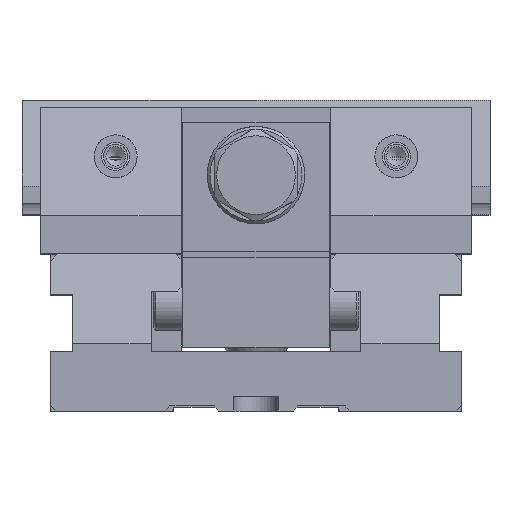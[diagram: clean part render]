
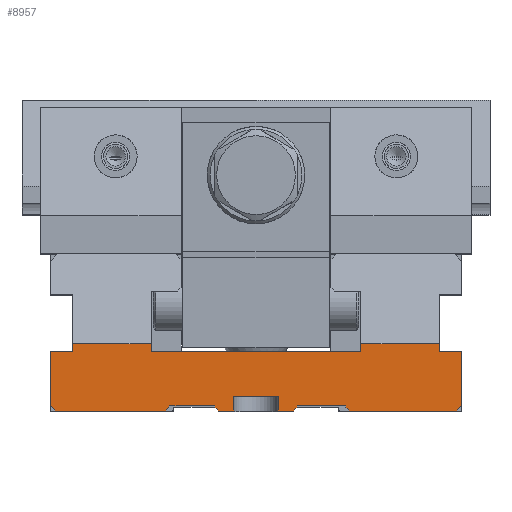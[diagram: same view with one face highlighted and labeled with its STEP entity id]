
A CAD part, front view. The second image highlights one B-rep face of the part: STEP entity #8957.
In plain terms, the highlighted planar face has unit normal (0, -1, 0).
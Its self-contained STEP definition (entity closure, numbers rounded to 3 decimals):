
#1009=PLANE('',#11049);
#1425=FACE_OUTER_BOUND('',#1920,.T.);
#1920=EDGE_LOOP('',(#2990,#2991,#2992,#2993,#2994,#2995,#2996,#2997,#2998,
#2999,#3000,#3001,#3002,#3003,#3004,#3005,#3006,#3007,#3008,#3009,#3010,
#3011,#3012,#3013,#3014,#3015,#3016,#3017,#3018,#3019));
#2990=ORIENTED_EDGE('',*,*,#5669,.T.);
#2991=ORIENTED_EDGE('',*,*,#5724,.T.);
#2992=ORIENTED_EDGE('',*,*,#5641,.F.);
#2993=ORIENTED_EDGE('',*,*,#5725,.F.);
#2994=ORIENTED_EDGE('',*,*,#5726,.F.);
#2995=ORIENTED_EDGE('',*,*,#5662,.T.);
#2996=ORIENTED_EDGE('',*,*,#5727,.F.);
#2997=ORIENTED_EDGE('',*,*,#5728,.F.);
#2998=ORIENTED_EDGE('',*,*,#5729,.F.);
#2999=ORIENTED_EDGE('',*,*,#5730,.T.);
#3000=ORIENTED_EDGE('',*,*,#5731,.F.);
#3001=ORIENTED_EDGE('',*,*,#5732,.F.);
#3002=ORIENTED_EDGE('',*,*,#5627,.T.);
#3003=ORIENTED_EDGE('',*,*,#5733,.T.);
#3004=ORIENTED_EDGE('',*,*,#5633,.T.);
#3005=ORIENTED_EDGE('',*,*,#5734,.F.);
#3006=ORIENTED_EDGE('',*,*,#5735,.T.);
#3007=ORIENTED_EDGE('',*,*,#5736,.F.);
#3008=ORIENTED_EDGE('',*,*,#5737,.F.);
#3009=ORIENTED_EDGE('',*,*,#5738,.T.);
#3010=ORIENTED_EDGE('',*,*,#5614,.T.);
#3011=ORIENTED_EDGE('',*,*,#5739,.F.);
#3012=ORIENTED_EDGE('',*,*,#5740,.F.);
#3013=ORIENTED_EDGE('',*,*,#5741,.F.);
#3014=ORIENTED_EDGE('',*,*,#5610,.T.);
#3015=ORIENTED_EDGE('',*,*,#5742,.T.);
#3016=ORIENTED_EDGE('',*,*,#5743,.F.);
#3017=ORIENTED_EDGE('',*,*,#5744,.F.);
#3018=ORIENTED_EDGE('',*,*,#5745,.F.);
#3019=ORIENTED_EDGE('',*,*,#5746,.T.);
#5610=EDGE_CURVE('',#9964,#9963,#6959,.T.);
#5614=EDGE_CURVE('',#9968,#9967,#6962,.T.);
#5627=EDGE_CURVE('',#9981,#9980,#6975,.T.);
#5633=EDGE_CURVE('',#9987,#9986,#6981,.T.);
#5641=EDGE_CURVE('',#9994,#9995,#6987,.T.);
#5662=EDGE_CURVE('',#10015,#10014,#7008,.T.);
#5669=EDGE_CURVE('',#10022,#10021,#7015,.T.);
#5724=EDGE_CURVE('',#10021,#9995,#7068,.T.);
#5725=EDGE_CURVE('',#10065,#9994,#7069,.T.);
#5726=EDGE_CURVE('',#10015,#10065,#7070,.T.);
#5727=EDGE_CURVE('',#10066,#10014,#7071,.T.);
#5728=EDGE_CURVE('',#10067,#10066,#7072,.T.);
#5729=EDGE_CURVE('',#10068,#10067,#7073,.T.);
#5730=EDGE_CURVE('',#10068,#10069,#7074,.T.);
#5731=EDGE_CURVE('',#10070,#10069,#7075,.T.);
#5732=EDGE_CURVE('',#9981,#10070,#7076,.T.);
#5733=EDGE_CURVE('',#9980,#9987,#7077,.T.);
#5734=EDGE_CURVE('',#10071,#9986,#7078,.T.);
#5735=EDGE_CURVE('',#10071,#10072,#7079,.T.);
#5736=EDGE_CURVE('',#10073,#10072,#7080,.T.);
#5737=EDGE_CURVE('',#10074,#10073,#7081,.T.);
#5738=EDGE_CURVE('',#10074,#9968,#7082,.T.);
#5739=EDGE_CURVE('',#10075,#9967,#7083,.T.);
#5740=EDGE_CURVE('',#10076,#10075,#7084,.T.);
#5741=EDGE_CURVE('',#9964,#10076,#7085,.T.);
#5742=EDGE_CURVE('',#9963,#10077,#7086,.T.);
#5743=EDGE_CURVE('',#10078,#10077,#7087,.T.);
#5744=EDGE_CURVE('',#10079,#10078,#7088,.T.);
#5745=EDGE_CURVE('',#10080,#10079,#7089,.T.);
#5746=EDGE_CURVE('',#10080,#10022,#7090,.T.);
#6959=LINE('',#15606,#7927);
#6962=LINE('',#15614,#7930);
#6975=LINE('',#15641,#7943);
#6981=LINE('',#15654,#7949);
#6987=LINE('',#15670,#7955);
#7008=LINE('',#15714,#7976);
#7015=LINE('',#15729,#7983);
#7068=LINE('',#15832,#8036);
#7069=LINE('',#15833,#8037);
#7070=LINE('',#15835,#8038);
#7071=LINE('',#15836,#8039);
#7072=LINE('',#15838,#8040);
#7073=LINE('',#15840,#8041);
#7074=LINE('',#15842,#8042);
#7075=LINE('',#15844,#8043);
#7076=LINE('',#15846,#8044);
#7077=LINE('',#15847,#8045);
#7078=LINE('',#15848,#8046);
#7079=LINE('',#15850,#8047);
#7080=LINE('',#15852,#8048);
#7081=LINE('',#15854,#8049);
#7082=LINE('',#15856,#8050);
#7083=LINE('',#15857,#8051);
#7084=LINE('',#15859,#8052);
#7085=LINE('',#15861,#8053);
#7086=LINE('',#15862,#8054);
#7087=LINE('',#15864,#8055);
#7088=LINE('',#15866,#8056);
#7089=LINE('',#15868,#8057);
#7090=LINE('',#15870,#8058);
#7927=VECTOR('',#12277,1.);
#7930=VECTOR('',#12282,1.);
#7943=VECTOR('',#12297,1.);
#7949=VECTOR('',#12305,1.);
#7955=VECTOR('',#12317,1.);
#7976=VECTOR('',#12342,1.);
#7983=VECTOR('',#12351,1.);
#8036=VECTOR('',#12418,1.);
#8037=VECTOR('',#12419,1.);
#8038=VECTOR('',#12420,1.);
#8039=VECTOR('',#12421,1.);
#8040=VECTOR('',#12422,1.);
#8041=VECTOR('',#12423,1.);
#8042=VECTOR('',#12424,1.);
#8043=VECTOR('',#12425,1.);
#8044=VECTOR('',#12426,1.);
#8045=VECTOR('',#12427,1.);
#8046=VECTOR('',#12428,1.);
#8047=VECTOR('',#12429,1.);
#8048=VECTOR('',#12430,1.);
#8049=VECTOR('',#12431,1.);
#8050=VECTOR('',#12432,1.);
#8051=VECTOR('',#12433,1.);
#8052=VECTOR('',#12434,1.);
#8053=VECTOR('',#12435,1.);
#8054=VECTOR('',#12436,1.);
#8055=VECTOR('',#12437,1.);
#8056=VECTOR('',#12438,1.);
#8057=VECTOR('',#12439,1.);
#8058=VECTOR('',#12440,1.);
#8957=ADVANCED_FACE('',(#1425),#1009,.T.);
#9963=VERTEX_POINT('',#15605);
#9964=VERTEX_POINT('',#15607);
#9967=VERTEX_POINT('',#15613);
#9968=VERTEX_POINT('',#15615);
#9980=VERTEX_POINT('',#15640);
#9981=VERTEX_POINT('',#15642);
#9986=VERTEX_POINT('',#15653);
#9987=VERTEX_POINT('',#15655);
#9994=VERTEX_POINT('',#15671);
#9995=VERTEX_POINT('',#15672);
#10014=VERTEX_POINT('',#15713);
#10015=VERTEX_POINT('',#15715);
#10021=VERTEX_POINT('',#15728);
#10022=VERTEX_POINT('',#15730);
#10065=VERTEX_POINT('',#15834);
#10066=VERTEX_POINT('',#15837);
#10067=VERTEX_POINT('',#15839);
#10068=VERTEX_POINT('',#15841);
#10069=VERTEX_POINT('',#15843);
#10070=VERTEX_POINT('',#15845);
#10071=VERTEX_POINT('',#15849);
#10072=VERTEX_POINT('',#15851);
#10073=VERTEX_POINT('',#15853);
#10074=VERTEX_POINT('',#15855);
#10075=VERTEX_POINT('',#15858);
#10076=VERTEX_POINT('',#15860);
#10077=VERTEX_POINT('',#15863);
#10078=VERTEX_POINT('',#15865);
#10079=VERTEX_POINT('',#15867);
#10080=VERTEX_POINT('',#15869);
#11049=AXIS2_PLACEMENT_3D('',#15871,#12441,#12442);
#12277=DIRECTION('',(1.,0.,0.));
#12282=DIRECTION('',(1.,0.,0.));
#12297=DIRECTION('',(0.,0.,-1.));
#12305=DIRECTION('',(1.,0.,0.));
#12317=DIRECTION('',(0.,0.,-1.));
#12342=DIRECTION('',(-1.,0.,0.));
#12351=DIRECTION('',(1.,0.,0.));
#12418=DIRECTION('',(0.707,0.,0.707));
#12419=DIRECTION('',(1.,0.,0.));
#12420=DIRECTION('',(0.,0.,-1.));
#12421=DIRECTION('',(0.,0.,1.));
#12422=DIRECTION('',(1.,0.,0.));
#12423=DIRECTION('',(0.,0.,-1.));
#12424=DIRECTION('',(-1.,0.,0.));
#12425=DIRECTION('',(0.,0.,1.));
#12426=DIRECTION('',(1.,0.,0.));
#12427=DIRECTION('',(0.707,0.,-0.707));
#12428=DIRECTION('',(0.,0.,-1.));
#12429=DIRECTION('',(0.707,0.,0.707));
#12430=DIRECTION('',(-1.,0.,0.));
#12431=DIRECTION('',(0.,0.,1.));
#12432=DIRECTION('',(0.707,0.,-0.707));
#12433=DIRECTION('',(0.,0.,-1.));
#12434=DIRECTION('',(-1.,0.,0.));
#12435=DIRECTION('',(0.,0.,1.));
#12436=DIRECTION('',(0.707,0.,0.707));
#12437=DIRECTION('',(0.,0.,-1.));
#12438=DIRECTION('',(-1.,0.,0.));
#12439=DIRECTION('',(0.,0.,1.));
#12440=DIRECTION('',(0.707,0.,-0.707));
#12441=DIRECTION('',(0.,-1.,0.));
#12442=DIRECTION('',(0.,0.,1.));
#15605=CARTESIAN_POINT('',(65.,-200.,0.45));
#15606=CARTESIAN_POINT('',(55.,-200.,0.45));
#15607=CARTESIAN_POINT('',(61.,-200.,0.45));
#15613=CARTESIAN_POINT('',(49.,-200.,0.45));
#15614=CARTESIAN_POINT('',(55.,-200.,0.45));
#15615=CARTESIAN_POINT('',(45.,-200.,0.45));
#15640=CARTESIAN_POINT('',(0.,-200.,1.95));
#15641=CARTESIAN_POINT('',(0.,-200.,42.45));
#15642=CARTESIAN_POINT('',(0.,-200.,16.45));
#15653=CARTESIAN_POINT('',(31.,-200.,0.45));
#15654=CARTESIAN_POINT('',(55.,-200.,0.45));
#15655=CARTESIAN_POINT('',(1.5,-200.,0.45));
#15670=CARTESIAN_POINT('',(110.,-200.,42.45));
#15671=CARTESIAN_POINT('',(110.,-200.,16.45));
#15672=CARTESIAN_POINT('',(110.,-200.,1.95));
#15713=CARTESIAN_POINT('',(83.,-200.,18.45));
#15714=CARTESIAN_POINT('',(55.,-200.,18.45));
#15715=CARTESIAN_POINT('',(104.,-200.,18.45));
#15728=CARTESIAN_POINT('',(108.5,-200.,0.45));
#15729=CARTESIAN_POINT('',(55.,-200.,0.45));
#15730=CARTESIAN_POINT('',(80.,-200.,0.45));
#15832=CARTESIAN_POINT('',(102.75,-200.,-5.3));
#15833=CARTESIAN_POINT('',(55.,-200.,16.45));
#15834=CARTESIAN_POINT('',(104.,-200.,16.45));
#15835=CARTESIAN_POINT('',(104.,-200.,42.45));
#15836=CARTESIAN_POINT('',(83.,-200.,42.45));
#15837=CARTESIAN_POINT('',(83.,-200.,16.45));
#15838=CARTESIAN_POINT('',(55.,-200.,16.45));
#15839=CARTESIAN_POINT('',(27.,-200.,16.45));
#15840=CARTESIAN_POINT('',(27.,-200.,42.45));
#15841=CARTESIAN_POINT('',(27.,-200.,18.45));
#15842=CARTESIAN_POINT('',(55.,-200.,18.45));
#15843=CARTESIAN_POINT('',(6.,-200.,18.45));
#15844=CARTESIAN_POINT('',(6.,-200.,42.45));
#15845=CARTESIAN_POINT('',(6.,-200.,16.45));
#15846=CARTESIAN_POINT('',(55.,-200.,16.45));
#15847=CARTESIAN_POINT('',(7.25,-200.,-5.3));
#15848=CARTESIAN_POINT('',(31.,-200.,42.45));
#15849=CARTESIAN_POINT('',(31.,-200.,0.85));
#15850=CARTESIAN_POINT('',(31.,-200.,0.85));
#15851=CARTESIAN_POINT('',(32.,-200.,1.85));
#15852=CARTESIAN_POINT('',(55.,-200.,1.85));
#15853=CARTESIAN_POINT('',(44.,-200.,1.85));
#15854=CARTESIAN_POINT('',(44.,-200.,42.45));
#15855=CARTESIAN_POINT('',(44.,-200.,1.45));
#15856=CARTESIAN_POINT('',(29.,-200.,16.45));
#15857=CARTESIAN_POINT('',(49.,-200.,42.45));
#15858=CARTESIAN_POINT('',(49.,-200.,4.45));
#15859=CARTESIAN_POINT('',(55.,-200.,4.45));
#15860=CARTESIAN_POINT('',(61.,-200.,4.45));
#15861=CARTESIAN_POINT('',(61.,-200.,42.45));
#15862=CARTESIAN_POINT('',(81.,-200.,16.45));
#15863=CARTESIAN_POINT('',(66.,-200.,1.45));
#15864=CARTESIAN_POINT('',(66.,-200.,42.45));
#15865=CARTESIAN_POINT('',(66.,-200.,1.85));
#15866=CARTESIAN_POINT('',(55.,-200.,1.85));
#15867=CARTESIAN_POINT('',(79.,-200.,1.85));
#15868=CARTESIAN_POINT('',(79.,-200.,42.45));
#15869=CARTESIAN_POINT('',(79.,-200.,1.45));
#15870=CARTESIAN_POINT('',(46.5,-200.,33.95));
#15871=CARTESIAN_POINT('',(55.,-200.,42.45));
